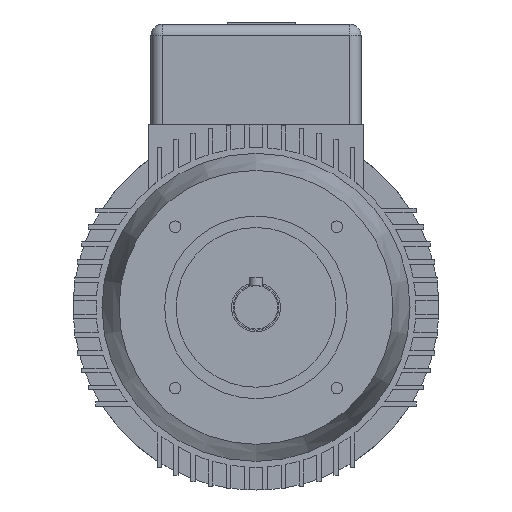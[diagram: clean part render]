
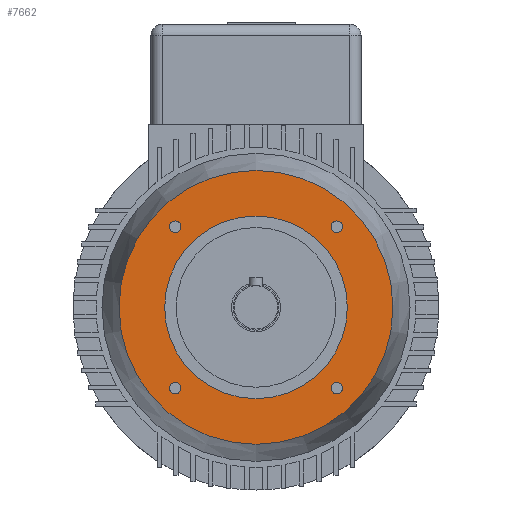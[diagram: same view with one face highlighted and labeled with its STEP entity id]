
A CAD part, front view. The second image highlights one B-rep face of the part: STEP entity #7662.
In plain terms, the highlighted planar face has unit normal (0, -1, 0).
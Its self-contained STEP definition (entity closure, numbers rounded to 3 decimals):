
#771=CIRCLE('',#7977,2.5);
#827=CIRCLE('',#8325,2.5);
#828=CIRCLE('',#8327,2.5);
#839=CIRCLE('',#8342,60.);
#840=CIRCLE('',#8343,60.);
#841=CIRCLE('',#8345,2.5);
#842=CIRCLE('',#8346,40.);
#843=CIRCLE('',#8347,40.);
#1337=VERTEX_POINT('',#11562);
#1521=VERTEX_POINT('',#12498);
#1522=VERTEX_POINT('',#12502);
#1533=VERTEX_POINT('',#12530);
#1534=VERTEX_POINT('',#12532);
#1535=VERTEX_POINT('',#12536);
#1536=VERTEX_POINT('',#12538);
#1537=VERTEX_POINT('',#12539);
#3756=EDGE_CURVE('',#1337,#1337,#771,.F.);
#4216=EDGE_CURVE('',#1521,#1521,#827,.F.);
#4218=EDGE_CURVE('',#1522,#1522,#828,.F.);
#4231=EDGE_CURVE('',#1533,#1534,#839,.T.);
#4232=EDGE_CURVE('',#1534,#1533,#840,.T.);
#4233=EDGE_CURVE('',#1535,#1535,#841,.T.);
#4234=EDGE_CURVE('',#1536,#1537,#842,.T.);
#4235=EDGE_CURVE('',#1537,#1536,#843,.T.);
#6376=ORIENTED_EDGE('',*,*,#3756,.T.);
#6377=ORIENTED_EDGE('',*,*,#4216,.T.);
#6378=ORIENTED_EDGE('',*,*,#4218,.T.);
#6379=ORIENTED_EDGE('',*,*,#4233,.T.);
#6380=ORIENTED_EDGE('',*,*,#4234,.T.);
#6381=ORIENTED_EDGE('',*,*,#4235,.T.);
#6382=ORIENTED_EDGE('',*,*,#4231,.F.);
#6383=ORIENTED_EDGE('',*,*,#4232,.F.);
#6825=EDGE_LOOP('',(#6376));
#6826=EDGE_LOOP('',(#6377));
#6827=EDGE_LOOP('',(#6378));
#6828=EDGE_LOOP('',(#6379));
#6829=EDGE_LOOP('',(#6380,#6381));
#6830=EDGE_LOOP('',(#6382,#6383));
#7247=FACE_BOUND('',#6825,.T.);
#7248=FACE_BOUND('',#6826,.T.);
#7249=FACE_BOUND('',#6827,.T.);
#7250=FACE_BOUND('',#6828,.T.);
#7251=FACE_BOUND('',#6829,.T.);
#7252=FACE_BOUND('',#6830,.T.);
#7662=ADVANCED_FACE('',(#7247,#7248,#7249,#7250,#7251,#7252),#12874,.F.);
#7977=AXIS2_PLACEMENT_3D('',#11564,#9285,#9286);
#8325=AXIS2_PLACEMENT_3D('',#12499,#10147,#10148);
#8327=AXIS2_PLACEMENT_3D('',#12503,#10152,#10153);
#8342=AXIS2_PLACEMENT_3D('',#12531,#10182,#10183);
#8343=AXIS2_PLACEMENT_3D('',#12533,#10184,#10185);
#8344=AXIS2_PLACEMENT_3D('',#12534,#10186,$);
#8345=AXIS2_PLACEMENT_3D('',#12535,#10187,#10188);
#8346=AXIS2_PLACEMENT_3D('',#12537,#10189,#10190);
#8347=AXIS2_PLACEMENT_3D('',#12540,#10191,#10192);
#9285=DIRECTION('',(0.,-1.,0.));
#9286=DIRECTION('',(-2.5,0.,0.));
#10147=DIRECTION('',(0.,-1.,0.));
#10148=DIRECTION('',(0.,0.,2.5));
#10152=DIRECTION('',(0.,-1.,0.));
#10153=DIRECTION('',(2.5,0.,0.));
#10182=DIRECTION('',(0.,1.,0.));
#10183=DIRECTION('',(0.,0.,-60.));
#10184=DIRECTION('',(0.,1.,0.));
#10185=DIRECTION('',(0.,0.,-60.));
#10186=DIRECTION('',(0.,1.,0.));
#10187=DIRECTION('',(0.,1.,0.));
#10188=DIRECTION('',(0.,0.,-2.5));
#10189=DIRECTION('',(0.,1.,0.));
#10190=DIRECTION('',(0.,0.,40.));
#10191=DIRECTION('',(0.,1.,0.));
#10192=DIRECTION('',(0.,0.,40.));
#11562=CARTESIAN_POINT('',(32.855,-34.,-35.355));
#11564=CARTESIAN_POINT('',(35.355,-34.,-35.355));
#12498=CARTESIAN_POINT('',(-35.355,-34.,-32.855));
#12499=CARTESIAN_POINT('',(-35.355,-34.,-35.355));
#12502=CARTESIAN_POINT('',(-32.855,-34.,35.355));
#12503=CARTESIAN_POINT('',(-35.355,-34.,35.355));
#12530=CARTESIAN_POINT('',(0.,-34.,-60.));
#12531=CARTESIAN_POINT('',(0.,-34.,0.));
#12532=CARTESIAN_POINT('',(60.,-34.,0.));
#12533=CARTESIAN_POINT('',(0.,-34.,0.));
#12534=CARTESIAN_POINT('',(0.,-34.,0.));
#12535=CARTESIAN_POINT('',(35.355,-34.,35.355));
#12536=CARTESIAN_POINT('',(35.355,-34.,32.855));
#12537=CARTESIAN_POINT('',(0.,-34.,0.));
#12538=CARTESIAN_POINT('',(40.,-34.,0.));
#12539=CARTESIAN_POINT('',(0.,-34.,40.));
#12540=CARTESIAN_POINT('',(0.,-34.,0.));
#12874=PLANE('',#8344);
